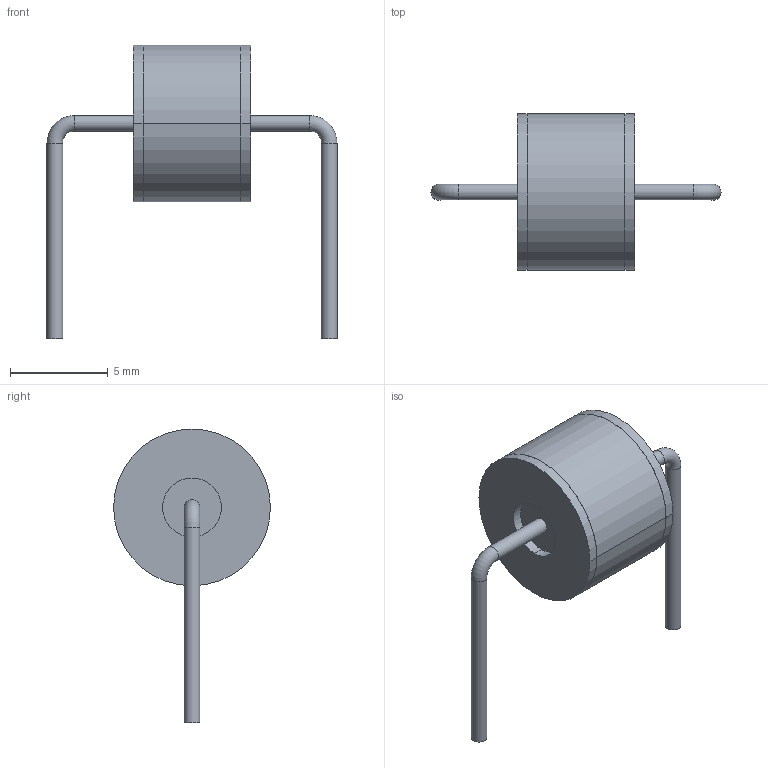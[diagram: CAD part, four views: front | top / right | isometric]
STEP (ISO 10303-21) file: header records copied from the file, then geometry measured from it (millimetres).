
FILE_DESCRIPTION(('FreeCAD Model'),'2;1');
FILE_NAME('BOURNS - 2045_2-PIN_v1.step','2018-05-25T15:54:52',('Author'),(''), 'Open CASCADE STEP processor 6.8','FreeCAD','Unknown');
FILE_SCHEMA(('AUTOMOTIVE_DESIGN_CC2 { 1 2 10303 214 -1 1 5 4 }'));
Length unit declared in the file: millimetre
Products named in the file (8): 2045-30-blf_1_sp; 2045-30-blf_1_sp002; 2045-30-blf_1_sp001; 2045-30-blf_1_sp007; 2045-30-blf_1_sp004; 2045-30-blf_1_sp003; 2045-30-blf_1_sp006; 2045-30-blf_1_sp005
Bounding box: 14.8 x 8 x 15 mm (x, y, z)
Volume: 307.1 mm3; surface area: 535.9 mm2
Topology: 6 solids, 8 shells, 28 faces, 50 edges, 34 vertices
Faces by surface type: cylinder 14, plane 12, torus 2
Full cylindrical faces by diameter (mm): 0.8 x4
Entity records: 866 total; most frequent: DIRECTION 144, CARTESIAN_POINT 113, ORIENTED_EDGE 96, AXIS2_PLACEMENT_3D 65, EDGE_CURVE 50, CIRCLE 36, FACE_BOUND 34, EDGE_LOOP 34
